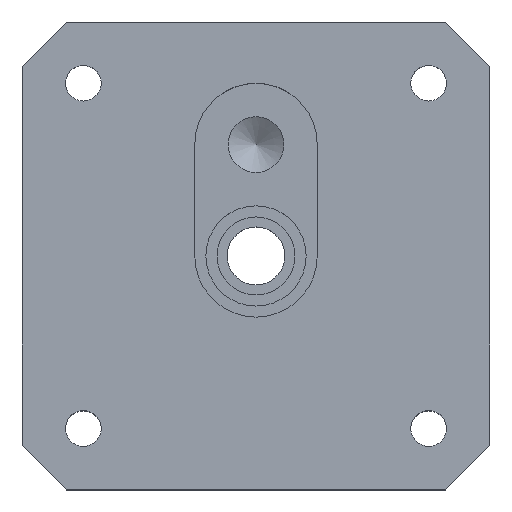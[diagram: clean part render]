
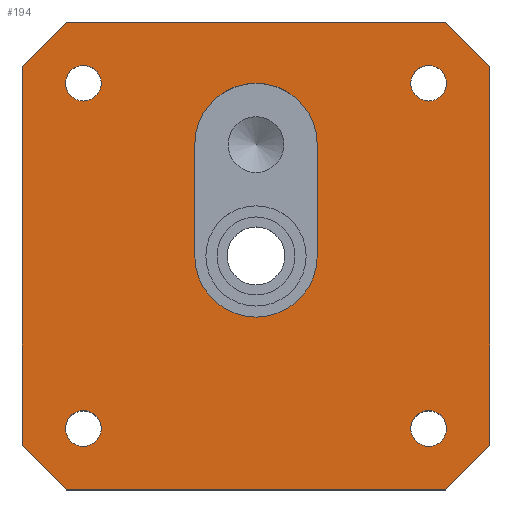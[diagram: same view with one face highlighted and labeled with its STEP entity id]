
A CAD part, top view. The second image highlights one B-rep face of the part: STEP entity #194.
In plain terms, the highlighted planar face has unit normal (0, 0, 1).
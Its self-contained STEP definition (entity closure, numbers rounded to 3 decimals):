
#113=LINE('',#755,#145);
#115=LINE('',#763,#147);
#121=LINE('',#777,#153);
#125=LINE('',#786,#157);
#129=LINE('',#795,#161);
#132=LINE('',#800,#164);
#133=LINE('',#810,#165);
#134=LINE('',#811,#166);
#135=LINE('',#812,#167);
#136=LINE('',#813,#168);
#145=VECTOR('',#621,1.);
#147=VECTOR('',#631,1.);
#153=VECTOR('',#639,1.);
#157=VECTOR('',#645,1.);
#161=VECTOR('',#651,1.);
#164=VECTOR('',#656,1.);
#165=VECTOR('',#667,1.);
#166=VECTOR('',#668,1.);
#167=VECTOR('',#669,1.);
#168=VECTOR('',#670,1.);
#194=ADVANCED_FACE('',(#232,#233,#234,#235,#236,#237),#219,.F.);
#219=PLANE('',#570);
#232=FACE_BOUND('',#281,.T.);
#233=FACE_BOUND('',#282,.T.);
#234=FACE_BOUND('',#283,.T.);
#235=FACE_BOUND('',#284,.T.);
#236=FACE_BOUND('',#285,.T.);
#237=FACE_BOUND('',#286,.T.);
#281=EDGE_LOOP('',(#357));
#282=EDGE_LOOP('',(#358));
#283=EDGE_LOOP('',(#359));
#284=EDGE_LOOP('',(#360));
#285=EDGE_LOOP('',(#361,#362,#363,#364,#365,#366,#367,#368));
#286=EDGE_LOOP('',(#369,#370,#371,#372));
#357=ORIENTED_EDGE('',*,*,#503,.T.);
#358=ORIENTED_EDGE('',*,*,#504,.T.);
#359=ORIENTED_EDGE('',*,*,#505,.T.);
#360=ORIENTED_EDGE('',*,*,#506,.T.);
#361=ORIENTED_EDGE('',*,*,#499,.T.);
#362=ORIENTED_EDGE('',*,*,#507,.T.);
#363=ORIENTED_EDGE('',*,*,#485,.T.);
#364=ORIENTED_EDGE('',*,*,#508,.T.);
#365=ORIENTED_EDGE('',*,*,#491,.T.);
#366=ORIENTED_EDGE('',*,*,#509,.T.);
#367=ORIENTED_EDGE('',*,*,#495,.T.);
#368=ORIENTED_EDGE('',*,*,#510,.T.);
#369=ORIENTED_EDGE('',*,*,#477,.T.);
#370=ORIENTED_EDGE('',*,*,#481,.T.);
#371=ORIENTED_EDGE('',*,*,#484,.T.);
#372=ORIENTED_EDGE('',*,*,#502,.T.);
#434=VERTEX_POINT('',#746);
#435=VERTEX_POINT('',#748);
#437=VERTEX_POINT('',#754);
#439=VERTEX_POINT('',#760);
#440=VERTEX_POINT('',#764);
#441=VERTEX_POINT('',#765);
#446=VERTEX_POINT('',#776);
#447=VERTEX_POINT('',#778);
#450=VERTEX_POINT('',#785);
#451=VERTEX_POINT('',#787);
#454=VERTEX_POINT('',#794);
#455=VERTEX_POINT('',#796);
#456=VERTEX_POINT('',#803);
#457=VERTEX_POINT('',#805);
#458=VERTEX_POINT('',#807);
#459=VERTEX_POINT('',#809);
#477=EDGE_CURVE('',#435,#434,#530,.T.);
#481=EDGE_CURVE('',#434,#437,#113,.T.);
#484=EDGE_CURVE('',#437,#439,#532,.T.);
#485=EDGE_CURVE('',#440,#441,#115,.T.);
#491=EDGE_CURVE('',#447,#446,#121,.T.);
#495=EDGE_CURVE('',#451,#450,#125,.T.);
#499=EDGE_CURVE('',#455,#454,#129,.T.);
#502=EDGE_CURVE('',#439,#435,#132,.T.);
#503=EDGE_CURVE('',#456,#456,#533,.T.);
#504=EDGE_CURVE('',#457,#457,#534,.T.);
#505=EDGE_CURVE('',#458,#458,#535,.T.);
#506=EDGE_CURVE('',#459,#459,#536,.T.);
#507=EDGE_CURVE('',#454,#440,#133,.T.);
#508=EDGE_CURVE('',#441,#447,#134,.T.);
#509=EDGE_CURVE('',#446,#451,#135,.T.);
#510=EDGE_CURVE('',#450,#455,#136,.T.);
#530=CIRCLE('',#555,5.5);
#532=CIRCLE('',#559,5.5);
#533=CIRCLE('',#566,1.6);
#534=CIRCLE('',#567,1.6);
#535=CIRCLE('',#568,1.6);
#536=CIRCLE('',#569,1.6);
#555=AXIS2_PLACEMENT_3D('',#747,#614,#615);
#559=AXIS2_PLACEMENT_3D('',#761,#627,#628);
#566=AXIS2_PLACEMENT_3D('',#802,#659,#660);
#567=AXIS2_PLACEMENT_3D('',#804,#661,#662);
#568=AXIS2_PLACEMENT_3D('',#806,#663,#664);
#569=AXIS2_PLACEMENT_3D('',#808,#665,#666);
#570=AXIS2_PLACEMENT_3D('',#814,#671,#672);
#614=DIRECTION('',(0.,0.,-1.));
#615=DIRECTION('',(1.,0.,0.));
#621=DIRECTION('',(0.,-1.,0.));
#627=DIRECTION('',(0.,0.,-1.));
#628=DIRECTION('',(1.,0.,0.));
#631=DIRECTION('',(0.,1.,0.));
#639=DIRECTION('',(-1.,0.,0.));
#645=DIRECTION('',(0.,-1.,0.));
#651=DIRECTION('',(1.,0.,0.));
#656=DIRECTION('',(0.,1.,0.));
#659=DIRECTION('',(0.,0.,-1.));
#660=DIRECTION('',(-1.,0.,0.));
#661=DIRECTION('',(0.,0.,-1.));
#662=DIRECTION('',(-1.,0.,0.));
#663=DIRECTION('',(0.,0.,-1.));
#664=DIRECTION('',(-1.,0.,0.));
#665=DIRECTION('',(0.,0.,-1.));
#666=DIRECTION('',(-1.,0.,0.));
#667=DIRECTION('',(0.707,0.707,0.));
#668=DIRECTION('',(-0.707,0.707,0.));
#669=DIRECTION('',(-0.707,-0.707,0.));
#670=DIRECTION('',(0.707,-0.707,0.));
#671=DIRECTION('',(0.,0.,-1.));
#672=DIRECTION('',(-1.,0.,0.));
#746=CARTESIAN_POINT('',(5.5,10.,5.));
#747=CARTESIAN_POINT('',(0.,10.,5.));
#748=CARTESIAN_POINT('',(-5.5,10.,5.));
#754=CARTESIAN_POINT('',(5.5,0.,5.));
#755=CARTESIAN_POINT('',(5.5,10.,5.));
#760=CARTESIAN_POINT('',(-5.5,0.,5.));
#761=CARTESIAN_POINT('',(0.,0.,5.));
#763=CARTESIAN_POINT('',(21.,-21.,5.));
#764=CARTESIAN_POINT('',(21.,-17.,5.));
#765=CARTESIAN_POINT('',(21.,17.,5.));
#776=CARTESIAN_POINT('',(-17.,21.,5.));
#777=CARTESIAN_POINT('',(21.,21.,5.));
#778=CARTESIAN_POINT('',(17.,21.,5.));
#785=CARTESIAN_POINT('',(-21.,-17.,5.));
#786=CARTESIAN_POINT('',(-21.,21.,5.));
#787=CARTESIAN_POINT('',(-21.,17.,5.));
#794=CARTESIAN_POINT('',(17.,-21.,5.));
#795=CARTESIAN_POINT('',(-21.,-21.,5.));
#796=CARTESIAN_POINT('',(-17.,-21.,5.));
#800=CARTESIAN_POINT('',(-5.5,0.,5.));
#802=CARTESIAN_POINT('',(-15.5,-15.5,5.));
#803=CARTESIAN_POINT('',(-17.1,-15.5,5.));
#804=CARTESIAN_POINT('',(15.5,-15.5,5.));
#805=CARTESIAN_POINT('',(13.9,-15.5,5.));
#806=CARTESIAN_POINT('',(15.5,15.5,5.));
#807=CARTESIAN_POINT('',(13.9,15.5,5.));
#808=CARTESIAN_POINT('',(-15.5,15.5,5.));
#809=CARTESIAN_POINT('',(-17.1,15.5,5.));
#810=CARTESIAN_POINT('',(21.,-17.,5.));
#811=CARTESIAN_POINT('',(17.,21.,5.));
#812=CARTESIAN_POINT('',(-21.,17.,5.));
#813=CARTESIAN_POINT('',(-17.,-21.,5.));
#814=CARTESIAN_POINT('',(0.,10.,5.));
